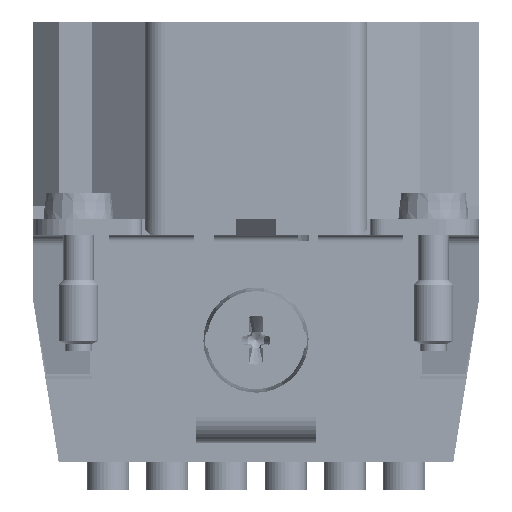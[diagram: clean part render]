
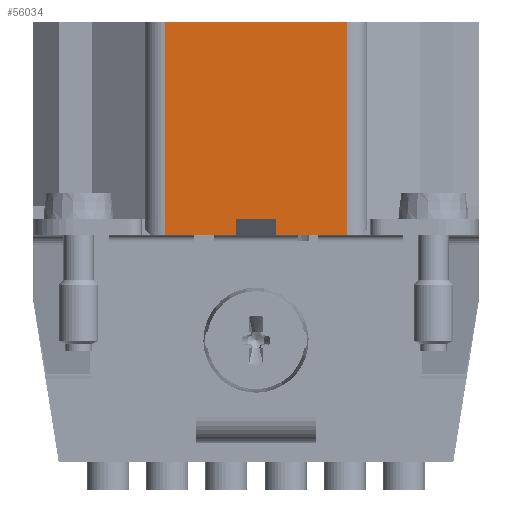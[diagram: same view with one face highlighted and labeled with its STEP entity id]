
A CAD part, front view. The second image highlights one B-rep face of the part: STEP entity #56034.
In plain terms, the highlighted planar face has unit normal (0, -1, 0).
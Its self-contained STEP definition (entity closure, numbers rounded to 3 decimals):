
#56008=AXIS2_PLACEMENT_3D('Plane Axis2P3D',#56005,#56006,#56007) ;
#47338=CARTESIAN_POINT('Vertex',(18.45,0.3,20.6)) ;
#47361=CARTESIAN_POINT('Vertex',(18.45,0.3,19.4)) ;
#47364=CARTESIAN_POINT('Line Origine',(18.45,0.3,20.)) ;
#47382=CARTESIAN_POINT('Line Origine',(16.95,0.3,20.6)) ;
#47386=CARTESIAN_POINT('Vertex',(15.45,0.3,20.6)) ;
#47418=CARTESIAN_POINT('Line Origine',(15.45,0.3,20.)) ;
#47422=CARTESIAN_POINT('Vertex',(15.45,0.3,19.4)) ;
#47438=CARTESIAN_POINT('Line Origine',(21.175,0.3,19.4)) ;
#47442=CARTESIAN_POINT('Vertex',(23.9,0.3,19.4)) ;
#47675=CARTESIAN_POINT('Line Origine',(12.725,0.3,19.4)) ;
#47679=CARTESIAN_POINT('Vertex',(10.,0.3,19.4)) ;
#47737=CARTESIAN_POINT('Vertex',(10.,0.3,20.6)) ;
#47745=CARTESIAN_POINT('Line Origine',(10.,0.3,27.5)) ;
#47767=CARTESIAN_POINT('Vertex',(23.9,0.3,20.6)) ;
#47772=CARTESIAN_POINT('Line Origine',(23.9,0.3,27.5)) ;
#55946=CARTESIAN_POINT('Vertex',(10.,0.3,35.6)) ;
#55949=CARTESIAN_POINT('Line Origine',(10.,0.3,27.5)) ;
#56005=CARTESIAN_POINT('Axis2P3D Location',(16.95,0.3,35.6)) ;
#56010=CARTESIAN_POINT('Line Origine',(23.9,0.3,28.1)) ;
#56014=CARTESIAN_POINT('Vertex',(23.9,0.3,35.6)) ;
#56017=CARTESIAN_POINT('Line Origine',(16.95,0.3,35.6)) ;
#47365=DIRECTION('Vector Direction',(0.,0.,1.)) ;
#47383=DIRECTION('Vector Direction',(1.,0.,0.)) ;
#47419=DIRECTION('Vector Direction',(0.,0.,1.)) ;
#47439=DIRECTION('Vector Direction',(-1.,0.,0.)) ;
#47676=DIRECTION('Vector Direction',(-1.,0.,0.)) ;
#47746=DIRECTION('Vector Direction',(0.,0.,1.)) ;
#47773=DIRECTION('Vector Direction',(0.,0.,1.)) ;
#55950=DIRECTION('Vector Direction',(0.,0.,1.)) ;
#56006=DIRECTION('Axis2P3D Direction',(0.,1.,0.)) ;
#56007=DIRECTION('Axis2P3D XDirection',(0.,0.,-1.)) ;
#56011=DIRECTION('Vector Direction',(0.,0.,1.)) ;
#56018=DIRECTION('Vector Direction',(-1.,0.,0.)) ;
#47366=VECTOR('Line Direction',#47365,1.) ;
#47384=VECTOR('Line Direction',#47383,1.) ;
#47420=VECTOR('Line Direction',#47419,1.) ;
#47440=VECTOR('Line Direction',#47439,1.) ;
#47677=VECTOR('Line Direction',#47676,1.) ;
#47747=VECTOR('Line Direction',#47746,1.) ;
#47774=VECTOR('Line Direction',#47773,1.) ;
#55951=VECTOR('Line Direction',#55950,1.) ;
#56012=VECTOR('Line Direction',#56011,1.) ;
#56019=VECTOR('Line Direction',#56018,1.) ;
#56023=ORIENTED_EDGE('',*,*,#56016,.T.) ;
#56024=ORIENTED_EDGE('',*,*,#56021,.T.) ;
#56025=ORIENTED_EDGE('',*,*,#55953,.F.) ;
#56026=ORIENTED_EDGE('',*,*,#47749,.F.) ;
#56027=ORIENTED_EDGE('',*,*,#47681,.F.) ;
#56028=ORIENTED_EDGE('',*,*,#47424,.T.) ;
#56029=ORIENTED_EDGE('',*,*,#47388,.T.) ;
#56030=ORIENTED_EDGE('',*,*,#47368,.F.) ;
#56031=ORIENTED_EDGE('',*,*,#47444,.F.) ;
#56032=ORIENTED_EDGE('',*,*,#47776,.T.) ;
#56034=ADVANCED_FACE('Hauptk\X2\00F6\X0\rper',(#56033),#56009,.F.) ;
#47368=EDGE_CURVE('',#47362,#47339,#47367,.T.) ;
#47388=EDGE_CURVE('',#47387,#47339,#47385,.T.) ;
#47424=EDGE_CURVE('',#47423,#47387,#47421,.T.) ;
#47444=EDGE_CURVE('',#47443,#47362,#47441,.T.) ;
#47681=EDGE_CURVE('',#47423,#47680,#47678,.T.) ;
#47749=EDGE_CURVE('',#47680,#47738,#47748,.T.) ;
#47776=EDGE_CURVE('',#47443,#47768,#47775,.T.) ;
#55953=EDGE_CURVE('',#47738,#55947,#55952,.T.) ;
#56016=EDGE_CURVE('',#47768,#56015,#56013,.T.) ;
#56021=EDGE_CURVE('',#56015,#55947,#56020,.T.) ;
#56022=EDGE_LOOP('',(#56023,#56024,#56025,#56026,#56027,#56028,#56029,#56030,#56031,#56032)) ;
#56033=FACE_OUTER_BOUND('',#56022,.T.) ;
#47367=LINE('Line',#47364,#47366) ;
#47385=LINE('Line',#47382,#47384) ;
#47421=LINE('Line',#47418,#47420) ;
#47441=LINE('Line',#47438,#47440) ;
#47678=LINE('Line',#47675,#47677) ;
#47748=LINE('Line',#47745,#47747) ;
#47775=LINE('Line',#47772,#47774) ;
#55952=LINE('Line',#55949,#55951) ;
#56013=LINE('Line',#56010,#56012) ;
#56020=LINE('Line',#56017,#56019) ;
#56009=PLANE('',#56008) ;
#47339=VERTEX_POINT('',#47338) ;
#47362=VERTEX_POINT('',#47361) ;
#47387=VERTEX_POINT('',#47386) ;
#47423=VERTEX_POINT('',#47422) ;
#47443=VERTEX_POINT('',#47442) ;
#47680=VERTEX_POINT('',#47679) ;
#47738=VERTEX_POINT('',#47737) ;
#47768=VERTEX_POINT('',#47767) ;
#55947=VERTEX_POINT('',#55946) ;
#56015=VERTEX_POINT('',#56014) ;
